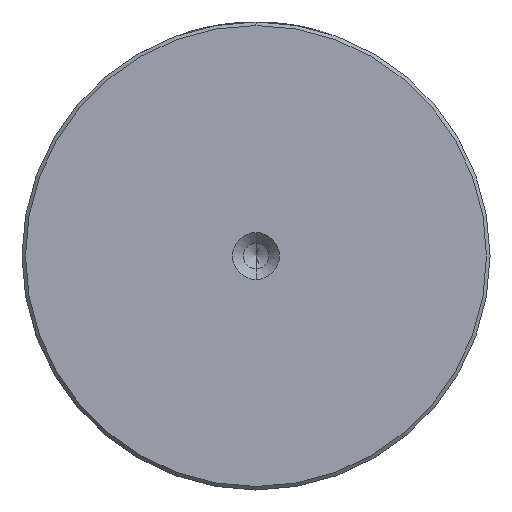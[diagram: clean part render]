
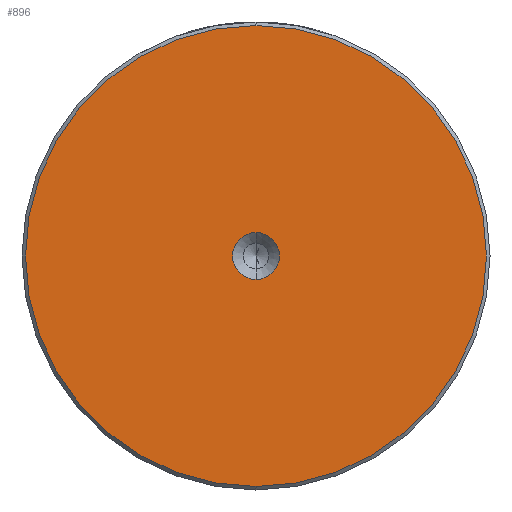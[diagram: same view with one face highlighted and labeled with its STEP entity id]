
A CAD part, left-side view. The second image highlights one B-rep face of the part: STEP entity #896.
In plain terms, the highlighted planar face has unit normal (-1, 0, 0).
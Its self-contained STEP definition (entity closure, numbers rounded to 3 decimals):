
#72 = CARTESIAN_POINT ( 'NONE',  ( 0., 0., 0. ) ) ;
#112 = VERTEX_POINT ( 'NONE', #343 ) ;
#169 = DIRECTION ( 'NONE',  ( 0., 0., 1. ) ) ;
#209 = CIRCLE ( 'NONE', #2209, 3.3 ) ;
#327 = DIRECTION ( 'NONE',  ( 0., 0., 1. ) ) ;
#343 = CARTESIAN_POINT ( 'NONE',  ( 0., 0., 32.5 ) ) ;
#406 = CIRCLE ( 'NONE', #2934, 32.5 ) ;
#450 = ORIENTED_EDGE ( 'NONE', *, *, #1198, .T. ) ;
#474 = CARTESIAN_POINT ( 'NONE',  ( 0., 0., 0. ) ) ;
#517 = EDGE_CURVE ( 'NONE', #914, #1069, #209, .T. ) ;
#518 = CARTESIAN_POINT ( 'NONE',  ( 0., 0., -3.3 ) ) ;
#655 = AXIS2_PLACEMENT_3D ( 'NONE', #72, #1850, #327 ) ;
#687 = FACE_OUTER_BOUND ( 'NONE', #1197, .T. ) ;
#724 = DIRECTION ( 'NONE',  ( 0., 0., 1. ) ) ;
#896 = ADVANCED_FACE ( 'NONE', ( #687, #1966 ), #2280, .T. ) ;
#904 = CARTESIAN_POINT ( 'NONE',  ( 0., 0., 0. ) ) ;
#914 = VERTEX_POINT ( 'NONE', #518 ) ;
#965 = EDGE_LOOP ( 'NONE', ( #1782, #2817 ) ) ;
#1010 = AXIS2_PLACEMENT_3D ( 'NONE', #474, #2241, #724 ) ;
#1016 = EDGE_CURVE ( 'NONE', #1069, #914, #1558, .T. ) ;
#1069 = VERTEX_POINT ( 'NONE', #1862 ) ;
#1167 = DIRECTION ( 'NONE',  ( 0., 0., 1. ) ) ;
#1197 = EDGE_LOOP ( 'NONE', ( #1223, #450 ) ) ;
#1198 = EDGE_CURVE ( 'NONE', #112, #2129, #406, .T. ) ;
#1223 = ORIENTED_EDGE ( 'NONE', *, *, #2767, .T. ) ;
#1558 = CIRCLE ( 'NONE', #655, 3.3 ) ;
#1698 = DIRECTION ( 'NONE',  ( -1., 0., 0. ) ) ;
#1782 = ORIENTED_EDGE ( 'NONE', *, *, #1016, .F. ) ;
#1792 = DIRECTION ( 'NONE',  ( -1., 0., 0. ) ) ;
#1850 = DIRECTION ( 'NONE',  ( -1., 0., 0. ) ) ;
#1862 = CARTESIAN_POINT ( 'NONE',  ( 0., 0., 3.3 ) ) ;
#1966 = FACE_BOUND ( 'NONE', #965, .T. ) ;
#2035 = CARTESIAN_POINT ( 'NONE',  ( 0., 0., 0. ) ) ;
#2129 = VERTEX_POINT ( 'NONE', #2663 ) ;
#2209 = AXIS2_PLACEMENT_3D ( 'NONE', #904, #2671, #1167 ) ;
#2241 = DIRECTION ( 'NONE',  ( -1., 0., 0. ) ) ;
#2249 = AXIS2_PLACEMENT_3D ( 'NONE', #2035, #1792, #2532 ) ;
#2280 = PLANE ( 'NONE',  #2249 ) ;
#2449 = CIRCLE ( 'NONE', #1010, 32.5 ) ;
#2532 = DIRECTION ( 'NONE',  ( 0., 0., 1. ) ) ;
#2663 = CARTESIAN_POINT ( 'NONE',  ( 0., 0., -32.5 ) ) ;
#2671 = DIRECTION ( 'NONE',  ( -1., 0., 0. ) ) ;
#2767 = EDGE_CURVE ( 'NONE', #2129, #112, #2449, .T. ) ;
#2817 = ORIENTED_EDGE ( 'NONE', *, *, #517, .F. ) ;
#2934 = AXIS2_PLACEMENT_3D ( 'NONE', #3160, #1698, #169 ) ;
#3160 = CARTESIAN_POINT ( 'NONE',  ( 0., 0., 0. ) ) ;
